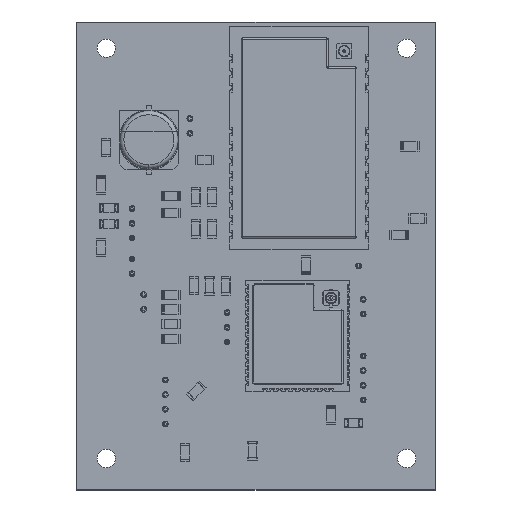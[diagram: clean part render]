
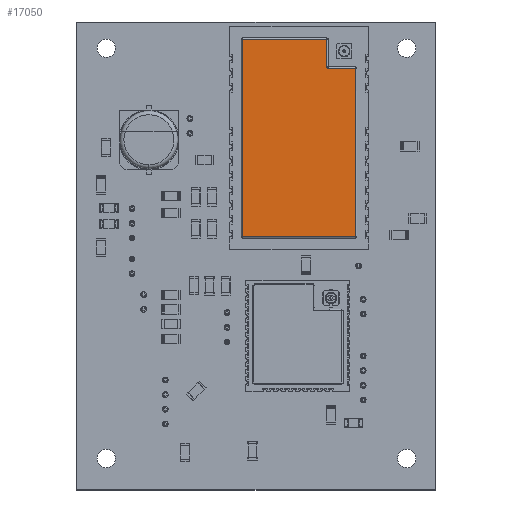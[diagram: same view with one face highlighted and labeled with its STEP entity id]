
A CAD part, top view. The second image highlights one B-rep face of the part: STEP entity #17050.
In plain terms, the highlighted face is planar.
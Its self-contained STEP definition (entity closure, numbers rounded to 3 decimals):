
#16157 = VERTEX_POINT('',#16158);
#16158 = CARTESIAN_POINT('',(9.8,3.97,17.05));
#16358 = VERTEX_POINT('',#16359);
#16359 = CARTESIAN_POINT('',(9.8,3.97,-17.05));
#16428 = VERTEX_POINT('',#16429);
#16429 = CARTESIAN_POINT('',(-9.8,3.97,-17.05));
#16634 = VERTEX_POINT('',#16635);
#16635 = CARTESIAN_POINT('',(-9.8,3.97,12.05));
#16696 = EDGE_CURVE('',#16697,#16699,#16701,.T.);
#16697 = VERTEX_POINT('',#16698);
#16698 = CARTESIAN_POINT('',(-5.1,3.97,12.05));
#16699 = VERTEX_POINT('',#16700);
#16700 = CARTESIAN_POINT('',(-4.8,3.97,12.35));
#16701 = CIRCLE('',#16702,0.3);
#16702 = AXIS2_PLACEMENT_3D('',#16703,#16704,#16705);
#16703 = CARTESIAN_POINT('',(-5.1,3.97,12.35));
#16704 = DIRECTION('',(0.,-1.,0.));
#16705 = DIRECTION('',(1.,0.,0.));
#16890 = VERTEX_POINT('',#16891);
#16891 = CARTESIAN_POINT('',(-4.8,3.97,17.05));
#16953 = EDGE_CURVE('',#16699,#16890,#16954,.T.);
#16954 = LINE('',#16955,#16956);
#16955 = CARTESIAN_POINT('',(-4.8,3.97,-1.44));
#16956 = VECTOR('',#16957,1.);
#16957 = DIRECTION('',(0.,0.,1.));
#16994 = EDGE_CURVE('',#16157,#16358,#16995,.T.);
#16995 = LINE('',#16996,#16997);
#16996 = CARTESIAN_POINT('',(9.8,3.97,-1.44));
#16997 = VECTOR('',#16998,1.);
#16998 = DIRECTION('',(0.,0.,-1.));
#17021 = EDGE_CURVE('',#16428,#16634,#17022,.T.);
#17022 = LINE('',#17023,#17024);
#17023 = CARTESIAN_POINT('',(-9.8,3.97,-1.44));
#17024 = VECTOR('',#17025,1.);
#17025 = DIRECTION('',(0.,0.,1.));
#17050 = ADVANCED_FACE('',(#17051),#17075,.T.);
#17051 = FACE_BOUND('',#17052,.T.);
#17052 = EDGE_LOOP('',(#17053,#17054,#17060,#17061,#17067,#17068,#17069)
  );
#17053 = ORIENTED_EDGE('',*,*,#16994,.T.);
#17054 = ORIENTED_EDGE('',*,*,#17055,.T.);
#17055 = EDGE_CURVE('',#16358,#16428,#17056,.T.);
#17056 = LINE('',#17057,#17058);
#17057 = CARTESIAN_POINT('',(0.,3.97,-17.05));
#17058 = VECTOR('',#17059,1.);
#17059 = DIRECTION('',(-1.,0.,0.));
#17060 = ORIENTED_EDGE('',*,*,#17021,.T.);
#17061 = ORIENTED_EDGE('',*,*,#17062,.T.);
#17062 = EDGE_CURVE('',#16634,#16697,#17063,.T.);
#17063 = LINE('',#17064,#17065);
#17064 = CARTESIAN_POINT('',(0.,3.97,12.05));
#17065 = VECTOR('',#17066,1.);
#17066 = DIRECTION('',(1.,0.,0.));
#17067 = ORIENTED_EDGE('',*,*,#16696,.T.);
#17068 = ORIENTED_EDGE('',*,*,#16953,.T.);
#17069 = ORIENTED_EDGE('',*,*,#17070,.T.);
#17070 = EDGE_CURVE('',#16890,#16157,#17071,.T.);
#17071 = LINE('',#17072,#17073);
#17072 = CARTESIAN_POINT('',(0.,3.97,17.05));
#17073 = VECTOR('',#17074,1.);
#17074 = DIRECTION('',(1.,0.,0.));
#17075 = PLANE('',#17076);
#17076 = AXIS2_PLACEMENT_3D('',#17077,#17078,#17079);
#17077 = CARTESIAN_POINT('',(0.,3.97,-1.44));
#17078 = DIRECTION('',(0.,1.,0.));
#17079 = DIRECTION('',(1.,0.,0.));
